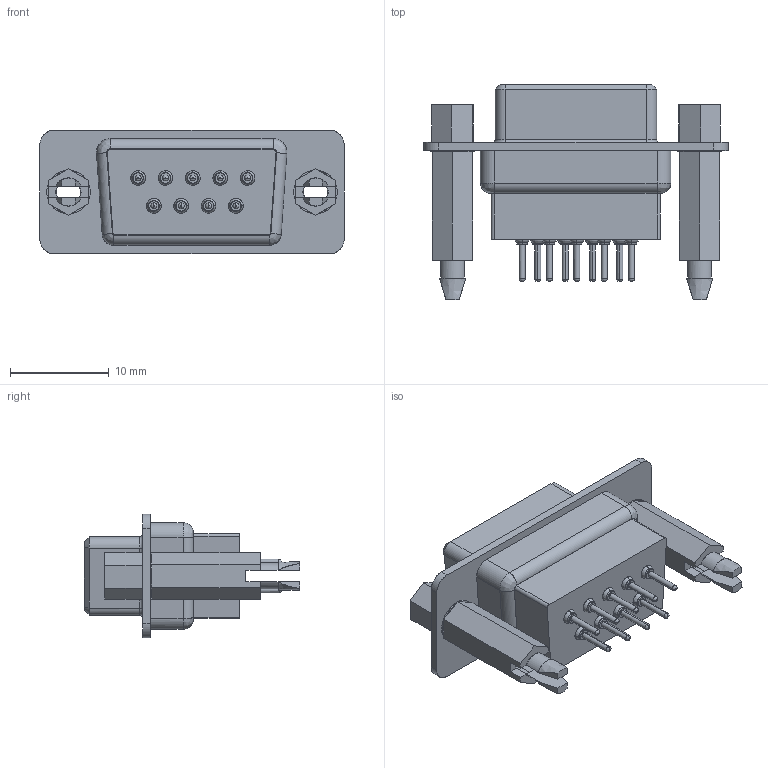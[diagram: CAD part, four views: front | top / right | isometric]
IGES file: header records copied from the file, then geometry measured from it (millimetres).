
Start section: ZWSOFT
Global section: file name: 6222A-XXFHXXB01.igs; native system: ZW3D; preprocessor: 1.0; author: ZW3D; organization: ZWSOFT; date: 231110.144425; units: millimetre
Bounding box: 30.81 x 21.82 x 12.55 mm (x, y, z)
Surface area: 3494.2 mm2 (no closed solid volume)
Topology: 0 solids, 0 shells, 339 faces, 1762 edges, 1762 vertices
Faces by surface type: bspline 339
